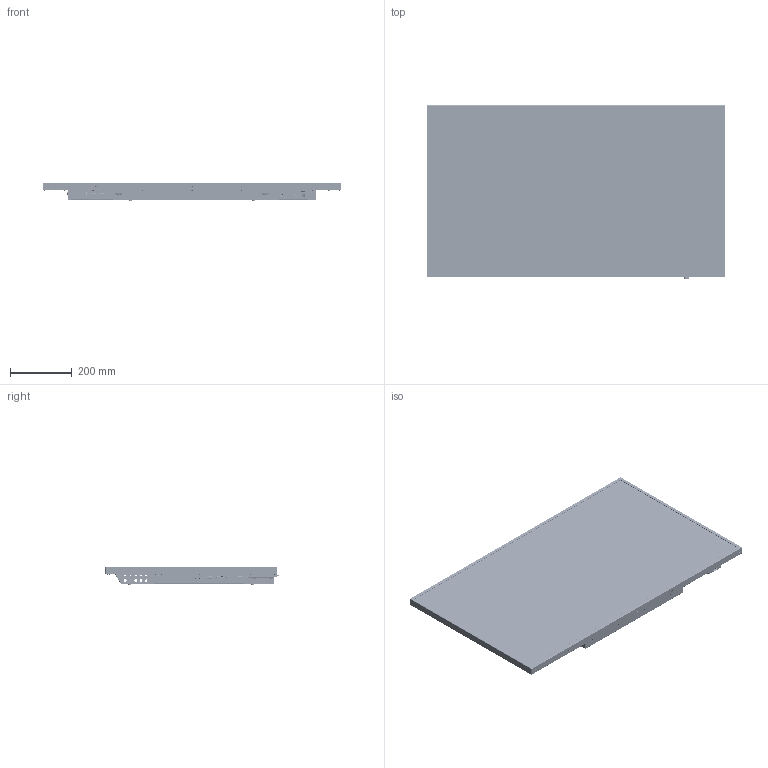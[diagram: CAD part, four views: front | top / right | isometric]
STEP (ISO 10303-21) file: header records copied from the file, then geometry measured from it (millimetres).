
FILE_DESCRIPTION((''),'2;1');
FILE_NAME('00-43W53K-C1_STP-03','2020-12-11T',('As10938'),(''),'CREO PARAMETRIC BY PTC INC, 2015080','CREO PARAMETRIC BY PTC INC, 2015080','');
FILE_SCHEMA(('AUTOMOTIVE_DESIGN { 1 0 10303 214 1 1 1 1 }'));
Products named in the file (1): 00-43W53K-C1_STP-03
Bounding box: 967.04 x 562.43 x 59.2 mm (x, y, z)
Surface area: 2725116.2 mm2 (no closed solid volume)
Topology: 0 solids, 577 shells, 21278 faces, 61613 edges, 40584 vertices
Faces by surface type: cylinder 9261, plane 9099, bspline 1496, cone 665, torus 522, extrusion 141, revolution 60, sphere 34
Entity records: 1028626 total; most frequent: CARTESIAN_POINT 323288, ORIENTED_EDGE 118006, DIRECTION 107052, EDGE_CURVE 61575, PRESENTATION_STYLE_ASSIGNMENT 43982, STYLED_ITEM 42978, VERTEX_POINT 40579, CURVE_STYLE 39953
